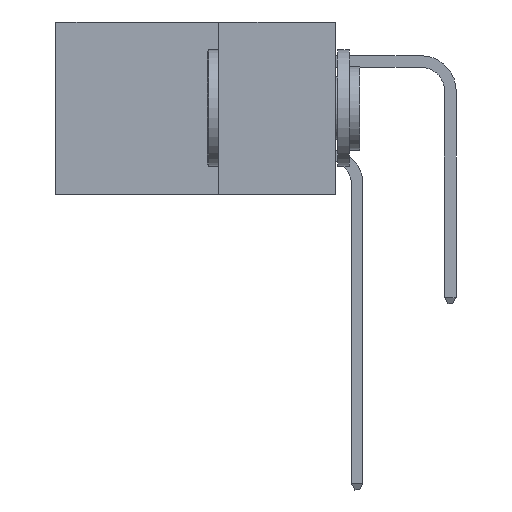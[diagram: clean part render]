
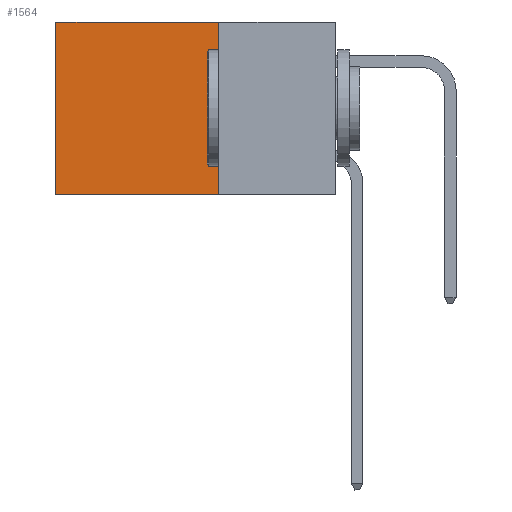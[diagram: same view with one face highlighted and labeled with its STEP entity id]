
A CAD part, left-side view. The second image highlights one B-rep face of the part: STEP entity #1564.
In plain terms, the highlighted planar face has unit normal (-1, 0, 0).
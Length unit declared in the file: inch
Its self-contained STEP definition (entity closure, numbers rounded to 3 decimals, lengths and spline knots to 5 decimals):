
#260 = LINE ( 'NONE', #34296, #23647 ) ;
#1360 = EDGE_CURVE ( 'NONE', #12539, #7285, #6755, .T. ) ;
#1564 = ADVANCED_FACE ( 'NONE', ( #27465 ), #8580, .F. ) ;
#6755 = LINE ( 'NONE', #20034, #36484 ) ;
#7285 = VERTEX_POINT ( 'NONE', #25459 ) ;
#8580 = PLANE ( 'NONE',  #14761 ) ;
#9390 = ORIENTED_EDGE ( 'NONE', *, *, #22951, .F. ) ;
#11560 = ORIENTED_EDGE ( 'NONE', *, *, #20468, .T. ) ;
#12539 = VERTEX_POINT ( 'NONE', #22098 ) ;
#13628 = EDGE_LOOP ( 'NONE', ( #28539, #9390, #34763, #11560 ) ) ;
#13790 = VECTOR ( 'NONE', #32537, 39.37008 ) ;
#14661 = LINE ( 'NONE', #23879, #13790 ) ;
#14761 = AXIS2_PLACEMENT_3D ( 'NONE', #14824, #34954, #35193 ) ;
#14824 = CARTESIAN_POINT ( 'NONE',  ( 0.2875, 0.25, 0. ) ) ;
#17179 = CARTESIAN_POINT ( 'NONE',  ( 0.2875, 0.6, 0. ) ) ;
#20034 = CARTESIAN_POINT ( 'NONE',  ( 0.2875, 0.25, 0. ) ) ;
#20468 = EDGE_CURVE ( 'NONE', #12539, #36626, #36526, .T. ) ;
#21825 = CARTESIAN_POINT ( 'NONE',  ( 0.2875, 0.25, 0. ) ) ;
#22098 = CARTESIAN_POINT ( 'NONE',  ( 0.2875, 0.25, 0. ) ) ;
#22942 = DIRECTION ( 'NONE',  ( 0., 0., -1. ) ) ;
#22951 = EDGE_CURVE ( 'NONE', #7285, #26987, #14661, .T. ) ;
#23647 = VECTOR ( 'NONE', #25615, 39.37008 ) ;
#23686 = EDGE_CURVE ( 'NONE', #36626, #26987, #260, .T. ) ;
#23879 = CARTESIAN_POINT ( 'NONE',  ( 0.2875, 0.25, -0.37 ) ) ;
#25459 = CARTESIAN_POINT ( 'NONE',  ( 0.2875, 0.25, -0.37 ) ) ;
#25615 = DIRECTION ( 'NONE',  ( 0., 0., -1. ) ) ;
#26987 = VERTEX_POINT ( 'NONE', #27917 ) ;
#27465 = FACE_OUTER_BOUND ( 'NONE', #13628, .T. ) ;
#27917 = CARTESIAN_POINT ( 'NONE',  ( 0.2875, 0.6, -0.37 ) ) ;
#28539 = ORIENTED_EDGE ( 'NONE', *, *, #23686, .T. ) ;
#32537 = DIRECTION ( 'NONE',  ( 0., 1., 0. ) ) ;
#32881 = DIRECTION ( 'NONE',  ( 0., 1., 0. ) ) ;
#34296 = CARTESIAN_POINT ( 'NONE',  ( 0.2875, 0.6, 0. ) ) ;
#34763 = ORIENTED_EDGE ( 'NONE', *, *, #1360, .F. ) ;
#34954 = DIRECTION ( 'NONE',  ( 1., 0., 0. ) ) ;
#35193 = DIRECTION ( 'NONE',  ( 0., 0., -1. ) ) ;
#36065 = VECTOR ( 'NONE', #32881, 39.37008 ) ;
#36484 = VECTOR ( 'NONE', #22942, 39.37008 ) ;
#36526 = LINE ( 'NONE', #21825, #36065 ) ;
#36626 = VERTEX_POINT ( 'NONE', #17179 ) ;
